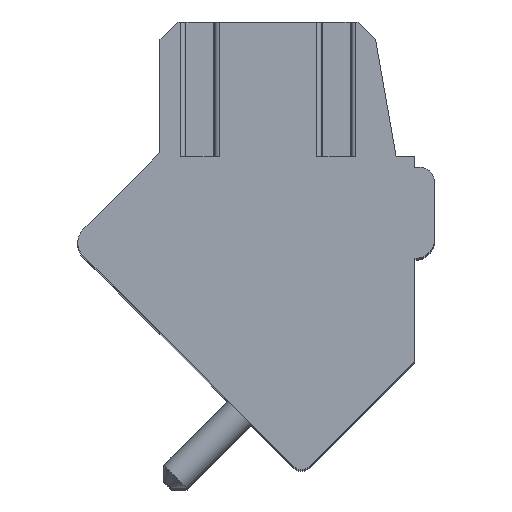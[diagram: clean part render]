
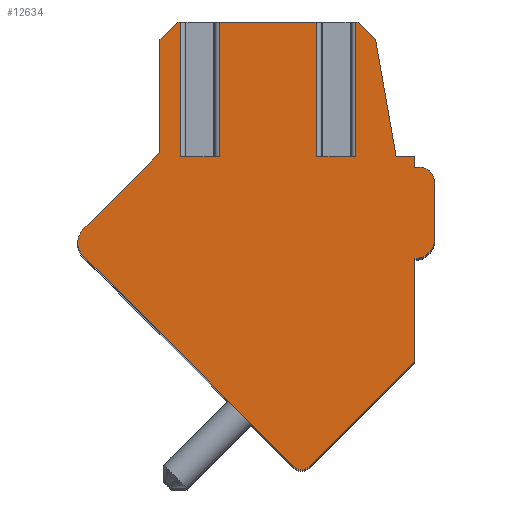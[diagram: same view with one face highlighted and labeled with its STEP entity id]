
A CAD part, top view. The second image highlights one B-rep face of the part: STEP entity #12634.
In plain terms, the highlighted planar face has unit normal (0, 0, 1).
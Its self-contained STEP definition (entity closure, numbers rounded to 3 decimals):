
#1950=DIRECTION('',(0.707,-0.707,0.));
#1951=VECTOR('',#1950,8.2);
#1952=CARTESIAN_POINT('',(-4.761,0.072,1.75));
#1953=LINE('',#1952,#1951);
#2243=DIRECTION('',(1.,0.,0.));
#2244=VECTOR('',#2243,1.07);
#2245=CARTESIAN_POINT('',(1.673,2.8,1.75));
#2246=LINE('',#2245,#2244);
#2247=DIRECTION('',(0.,1.,0.));
#2248=VECTOR('',#2247,3.7);
#2249=CARTESIAN_POINT('',(2.743,2.8,1.75));
#2250=LINE('',#2249,#2248);
#2251=DIRECTION('',(-1.,0.,0.));
#2252=VECTOR('',#2251,0.068);
#2253=CARTESIAN_POINT('',(2.811,6.5,1.75));
#2254=LINE('',#2253,#2252);
#2255=DIRECTION('',(-0.707,0.707,0.));
#2256=VECTOR('',#2255,0.677);
#2257=CARTESIAN_POINT('',(3.29,6.021,1.75));
#2258=LINE('',#2257,#2256);
#2259=DIRECTION('',(-0.174,0.985,0.));
#2260=VECTOR('',#2259,3.271);
#2261=CARTESIAN_POINT('',(3.858,2.8,1.75));
#2262=LINE('',#2261,#2260);
#2263=DIRECTION('',(-1.,0.,0.));
#2264=VECTOR('',#2263,0.5);
#2265=CARTESIAN_POINT('',(4.358,2.8,1.75));
#2266=LINE('',#2265,#2264);
#2267=DIRECTION('',(0.,1.,0.));
#2268=VECTOR('',#2267,0.3);
#2269=CARTESIAN_POINT('',(4.358,2.5,1.75));
#2270=LINE('',#2269,#2268);
#2271=DIRECTION('',(-1.,0.,0.));
#2272=VECTOR('',#2271,0.15);
#2273=CARTESIAN_POINT('',(4.508,2.5,1.75));
#2274=LINE('',#2273,#2272);
#2275=CARTESIAN_POINT('',(4.508,2.1,1.75));
#2276=DIRECTION('',(0.,0.,1.));
#2277=DIRECTION('',(1.,0.,0.));
#2278=AXIS2_PLACEMENT_3D('',#2275,#2276,#2277);
#2280=DIRECTION('',(0.,1.,0.));
#2281=VECTOR('',#2280,1.6);
#2282=CARTESIAN_POINT('',(4.908,0.5,1.75));
#2283=LINE('',#2282,#2281);
#2284=CARTESIAN_POINT('',(4.408,0.5,1.75));
#2285=DIRECTION('',(0.,0.,1.));
#2286=DIRECTION('',(0.,-1.,0.));
#2287=AXIS2_PLACEMENT_3D('',#2284,#2285,#2286);
#2289=DIRECTION('',(1.,0.,0.));
#2290=VECTOR('',#2289,0.05);
#2291=CARTESIAN_POINT('',(4.358,0.,1.75));
#2292=LINE('',#2291,#2290);
#2293=DIRECTION('',(0.,1.,0.));
#2294=VECTOR('',#2293,2.83);
#2295=CARTESIAN_POINT('',(4.358,-2.83,1.75));
#2296=LINE('',#2295,#2294);
#2297=DIRECTION('',(0.707,0.707,0.));
#2298=VECTOR('',#2297,4.096);
#2299=CARTESIAN_POINT('',(1.461,-5.727,1.75));
#2300=LINE('',#2299,#2298);
#2301=CARTESIAN_POINT('',(1.249,-5.515,1.75));
#2302=DIRECTION('',(0.,0.,1.));
#2303=DIRECTION('',(-0.707,-0.707,0.));
#2304=AXIS2_PLACEMENT_3D('',#2301,#2302,#2303);
#2306=CARTESIAN_POINT('',(-4.408,0.425,1.75));
#2307=DIRECTION('',(0.,0.,1.));
#2308=DIRECTION('',(-0.707,0.707,0.));
#2309=AXIS2_PLACEMENT_3D('',#2306,#2307,#2308);
#2311=DIRECTION('',(-0.707,-0.707,0.));
#2312=VECTOR('',#2311,2.997);
#2313=CARTESIAN_POINT('',(-2.642,2.898,1.75));
#2314=LINE('',#2313,#2312);
#2315=DIRECTION('',(0.,-1.,0.));
#2316=VECTOR('',#2315,3.111);
#2317=CARTESIAN_POINT('',(-2.642,6.009,1.75));
#2318=LINE('',#2317,#2316);
#2319=DIRECTION('',(-0.707,-0.707,0.));
#2320=VECTOR('',#2319,0.694);
#2321=CARTESIAN_POINT('',(-2.151,6.5,1.75));
#2322=LINE('',#2321,#2320);
#2323=DIRECTION('',(-1.,0.,0.));
#2324=VECTOR('',#2323,0.074);
#2325=CARTESIAN_POINT('',(-2.077,6.5,1.75));
#2326=LINE('',#2325,#2324);
#2327=DIRECTION('',(0.,1.,0.));
#2328=VECTOR('',#2327,3.7);
#2329=CARTESIAN_POINT('',(-2.077,2.8,1.75));
#2330=LINE('',#2329,#2328);
#2331=DIRECTION('',(1.,0.,0.));
#2332=VECTOR('',#2331,1.07);
#2333=CARTESIAN_POINT('',(-2.077,2.8,1.75));
#2334=LINE('',#2333,#2332);
#2335=DIRECTION('',(0.,1.,0.));
#2336=VECTOR('',#2335,3.7);
#2337=CARTESIAN_POINT('',(-1.007,2.8,1.75));
#2338=LINE('',#2337,#2336);
#2339=DIRECTION('',(-1.,0.,0.));
#2340=VECTOR('',#2339,2.68);
#2341=CARTESIAN_POINT('',(1.673,6.5,1.75));
#2342=LINE('',#2341,#2340);
#2343=DIRECTION('',(0.,1.,0.));
#2344=VECTOR('',#2343,3.7);
#2345=CARTESIAN_POINT('',(1.673,2.8,1.75));
#2346=LINE('',#2345,#2344);
#7827=CARTESIAN_POINT('',(1.673,2.8,1.75));
#7828=CARTESIAN_POINT('',(2.743,2.8,1.75));
#7829=VERTEX_POINT('',#7827);
#7830=VERTEX_POINT('',#7828);
#7831=CARTESIAN_POINT('',(2.743,6.5,1.75));
#7832=VERTEX_POINT('',#7831);
#7833=CARTESIAN_POINT('',(1.673,6.5,1.75));
#7834=VERTEX_POINT('',#7833);
#7847=CARTESIAN_POINT('',(-2.077,2.8,1.75));
#7848=CARTESIAN_POINT('',(-1.007,2.8,1.75));
#7849=VERTEX_POINT('',#7847);
#7850=VERTEX_POINT('',#7848);
#7851=CARTESIAN_POINT('',(-1.007,6.5,1.75));
#7852=VERTEX_POINT('',#7851);
#7853=CARTESIAN_POINT('',(-2.077,6.5,1.75));
#7854=VERTEX_POINT('',#7853);
#7945=CARTESIAN_POINT('',(1.037,-5.727,1.75));
#7946=CARTESIAN_POINT('',(1.461,-5.727,1.75));
#7947=VERTEX_POINT('',#7945);
#7948=VERTEX_POINT('',#7946);
#7949=CARTESIAN_POINT('',(4.358,-2.83,1.75));
#7950=VERTEX_POINT('',#7949);
#7951=CARTESIAN_POINT('',(4.358,0.,1.75));
#7952=VERTEX_POINT('',#7951);
#7953=CARTESIAN_POINT('',(4.408,0.,1.75));
#7954=VERTEX_POINT('',#7953);
#7955=CARTESIAN_POINT('',(4.908,0.5,1.75));
#7956=VERTEX_POINT('',#7955);
#7957=CARTESIAN_POINT('',(4.908,2.1,1.75));
#7958=VERTEX_POINT('',#7957);
#7959=CARTESIAN_POINT('',(4.508,2.5,1.75));
#7960=VERTEX_POINT('',#7959);
#7961=CARTESIAN_POINT('',(4.358,2.5,1.75));
#7962=VERTEX_POINT('',#7961);
#7963=CARTESIAN_POINT('',(4.358,2.8,1.75));
#7964=VERTEX_POINT('',#7963);
#7965=CARTESIAN_POINT('',(3.858,2.8,1.75));
#7966=VERTEX_POINT('',#7965);
#7967=CARTESIAN_POINT('',(3.29,6.021,1.75));
#7968=VERTEX_POINT('',#7967);
#7969=CARTESIAN_POINT('',(2.811,6.5,1.75));
#7970=VERTEX_POINT('',#7969);
#7971=CARTESIAN_POINT('',(-2.151,6.5,1.75));
#7972=CARTESIAN_POINT('',(-2.642,6.009,1.75));
#7973=VERTEX_POINT('',#7971);
#7974=VERTEX_POINT('',#7972);
#7975=CARTESIAN_POINT('',(-4.761,0.779,1.75));
#7976=CARTESIAN_POINT('',(-4.761,0.072,1.75));
#7977=VERTEX_POINT('',#7975);
#7978=VERTEX_POINT('',#7976);
#7983=CARTESIAN_POINT('',(-2.642,2.898,1.75));
#7985=VERTEX_POINT('',#7983);
#12591=CARTESIAN_POINT('',(0.,0.,1.75));
#12592=DIRECTION('',(0.,0.,1.));
#12593=DIRECTION('',(1.,0.,0.));
#12594=AXIS2_PLACEMENT_3D('',#12591,#12592,#12593);
#12595=PLANE('',#12594);
#12597=ORIENTED_EDGE('',*,*,#12596,.T.);
#12599=ORIENTED_EDGE('',*,*,#12598,.T.);
#12600=ORIENTED_EDGE('',*,*,#10111,.F.);
#12601=ORIENTED_EDGE('',*,*,#10327,.F.);
#12602=ORIENTED_EDGE('',*,*,#10341,.F.);
#12603=ORIENTED_EDGE('',*,*,#10355,.F.);
#12604=ORIENTED_EDGE('',*,*,#10440,.F.);
#12605=ORIENTED_EDGE('',*,*,#10456,.F.);
#12606=ORIENTED_EDGE('',*,*,#11008,.F.);
#12607=ORIENTED_EDGE('',*,*,#11155,.F.);
#12608=ORIENTED_EDGE('',*,*,#11302,.F.);
#12609=ORIENTED_EDGE('',*,*,#11449,.F.);
#12610=ORIENTED_EDGE('',*,*,#11603,.F.);
#12611=ORIENTED_EDGE('',*,*,#12190,.F.);
#12612=ORIENTED_EDGE('',*,*,#12352,.F.);
#12613=ORIENTED_EDGE('',*,*,#12241,.F.);
#12615=ORIENTED_EDGE('',*,*,#12614,.F.);
#12617=ORIENTED_EDGE('',*,*,#12616,.F.);
#12619=ORIENTED_EDGE('',*,*,#12618,.F.);
#12621=ORIENTED_EDGE('',*,*,#12620,.F.);
#12622=ORIENTED_EDGE('',*,*,#10143,.F.);
#12624=ORIENTED_EDGE('',*,*,#12623,.F.);
#12626=ORIENTED_EDGE('',*,*,#12625,.T.);
#12628=ORIENTED_EDGE('',*,*,#12627,.T.);
#12629=ORIENTED_EDGE('',*,*,#10127,.F.);
#12631=ORIENTED_EDGE('',*,*,#12630,.F.);
#12632=EDGE_LOOP('',(#12597,#12599,#12600,#12601,#12602,#12603,#12604,#12605,
#12606,#12607,#12608,#12609,#12610,#12611,#12612,#12613,#12615,#12617,#12619,
#12621,#12622,#12624,#12626,#12628,#12629,#12631));
#12633=FACE_OUTER_BOUND('',#12632,.F.);
#2279=CIRCLE('',#2278,0.4);
#2288=CIRCLE('',#2287,0.5);
#2305=CIRCLE('',#2304,0.3);
#2310=CIRCLE('',#2309,0.5);
#10111=EDGE_CURVE('',#7970,#7832,#2254,.T.);
#10127=EDGE_CURVE('',#7834,#7852,#2342,.T.);
#10143=EDGE_CURVE('',#7854,#7973,#2326,.T.);
#10327=EDGE_CURVE('',#7968,#7970,#2258,.T.);
#10341=EDGE_CURVE('',#7966,#7968,#2262,.T.);
#10355=EDGE_CURVE('',#7964,#7966,#2266,.T.);
#10440=EDGE_CURVE('',#7962,#7964,#2270,.T.);
#10456=EDGE_CURVE('',#7960,#7962,#2274,.T.);
#11008=EDGE_CURVE('',#7958,#7960,#2279,.T.);
#11155=EDGE_CURVE('',#7956,#7958,#2283,.T.);
#11302=EDGE_CURVE('',#7954,#7956,#2288,.T.);
#11449=EDGE_CURVE('',#7952,#7954,#2292,.T.);
#11603=EDGE_CURVE('',#7950,#7952,#2296,.T.);
#12190=EDGE_CURVE('',#7948,#7950,#2300,.T.);
#12241=EDGE_CURVE('',#7978,#7947,#1953,.T.);
#12352=EDGE_CURVE('',#7947,#7948,#2305,.T.);
#12596=EDGE_CURVE('',#7829,#7830,#2246,.T.);
#12598=EDGE_CURVE('',#7830,#7832,#2250,.T.);
#12614=EDGE_CURVE('',#7977,#7978,#2310,.T.);
#12616=EDGE_CURVE('',#7985,#7977,#2314,.T.);
#12618=EDGE_CURVE('',#7974,#7985,#2318,.T.);
#12620=EDGE_CURVE('',#7973,#7974,#2322,.T.);
#12623=EDGE_CURVE('',#7849,#7854,#2330,.T.);
#12625=EDGE_CURVE('',#7849,#7850,#2334,.T.);
#12627=EDGE_CURVE('',#7850,#7852,#2338,.T.);
#12630=EDGE_CURVE('',#7829,#7834,#2346,.T.);
#12634=ADVANCED_FACE('',(#12633),#12595,.T.);
